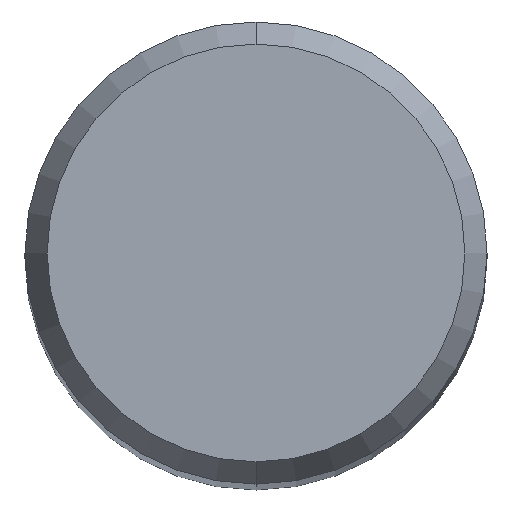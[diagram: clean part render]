
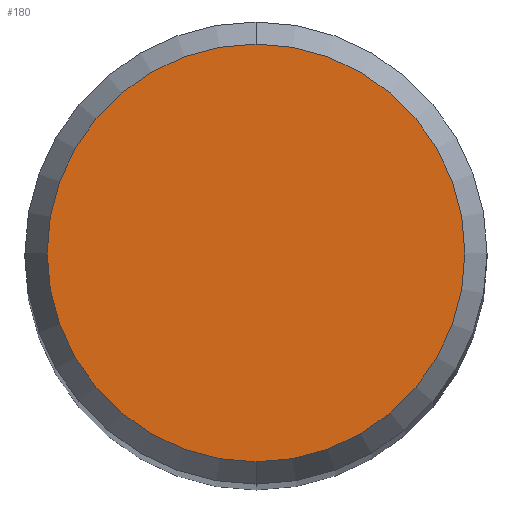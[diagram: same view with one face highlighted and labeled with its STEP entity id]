
A CAD part, top view. The second image highlights one B-rep face of the part: STEP entity #180.
In plain terms, the highlighted planar face has unit normal (0, 0, 1).
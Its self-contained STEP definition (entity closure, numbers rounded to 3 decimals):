
#108=EDGE_CURVE('',#190,#200,#248,.T.);
#120=EDGE_CURVE('',#200,#190,#260,.T.);
#180=ADVANCED_FACE('',(#330),#331,.T.);
#190=VERTEX_POINT('',#342);
#200=VERTEX_POINT('',#353);
#248=CIRCLE('',#395,2.158);
#260=CIRCLE('',#413,2.158);
#330=FACE_OUTER_BOUND('',#499,.T.);
#331=PLANE('',#500);
#342=CARTESIAN_POINT('',(0.0,2.158,0.01));
#353=CARTESIAN_POINT('',(0.,-2.158,0.01));
#395=AXIS2_PLACEMENT_3D('',#569,#570,#571);
#413=AXIS2_PLACEMENT_3D('',#576,#577,#578);
#499=EDGE_LOOP('',(#668,#669));
#500=AXIS2_PLACEMENT_3D('',#670,#671,#672);
#569=CARTESIAN_POINT('',(0.0,0.0,0.01));
#570=DIRECTION('',(0.0,0.0,-1.0));
#571=DIRECTION('',(0.0,1.0,0.0));
#576=CARTESIAN_POINT('',(0.0,0.0,0.01));
#577=DIRECTION('',(0.0,0.0,-1.0));
#578=DIRECTION('',(0.0,1.0,0.0));
#668=ORIENTED_EDGE('',*,*,#108,.F.);
#669=ORIENTED_EDGE('',*,*,#120,.F.);
#670=CARTESIAN_POINT('',(0.0,1.079,0.01));
#671=DIRECTION('',(-0.0,0.0,1.0));
#672=DIRECTION('',(0.0,-1.0,0.0));
